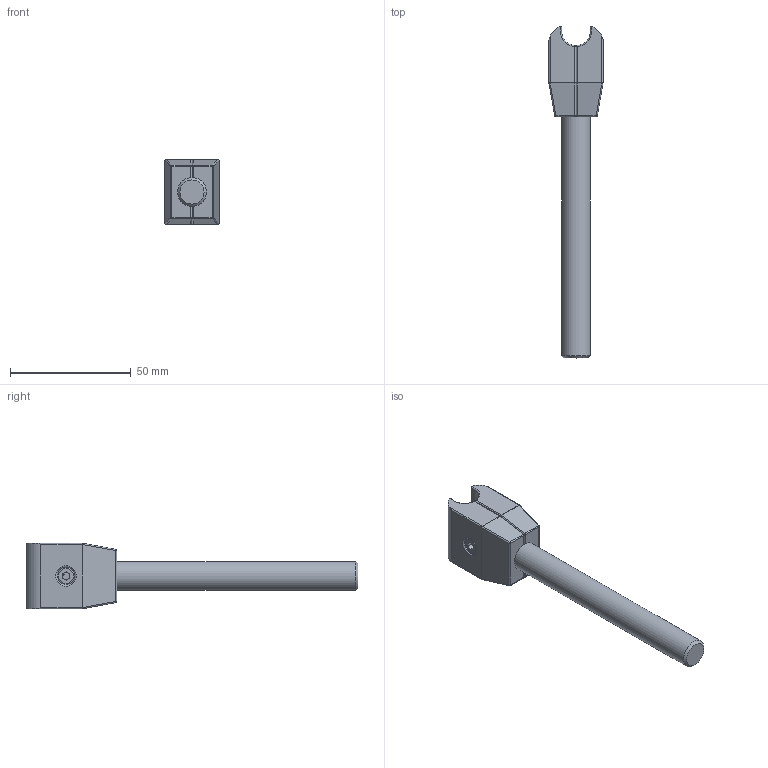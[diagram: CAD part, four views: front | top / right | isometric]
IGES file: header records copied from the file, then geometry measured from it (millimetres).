
Global section: file name: No Iges File Name specified; native system: AutoDesk Inventor R10; preprocessor: AutoDesk Inventor Iges Exporter R10; author: No Author specified; organization: No Organization specified; date: 20060412.122136; units: millimetre
Bounding box: 22.5 x 137.56 x 27 mm (x, y, z)
Volume: 28581.5 mm3; surface area: 11552.8 mm2
Topology: 5 solids, 5 shells, 149 faces, 331 edges, 190 vertices
Faces by surface type: plane 46, cylinder 45, sphere 18, cone 14, bspline 10, torus 9, revolution 7
Full cylindrical faces by diameter (mm): 4 x1, 6 x1, 7 x1, 10 x1, 12 x1
